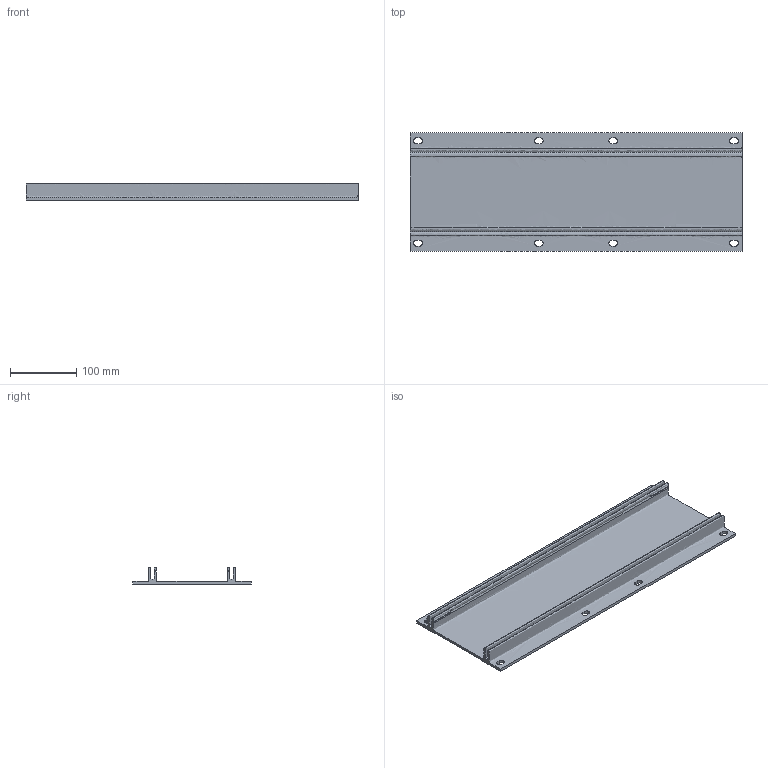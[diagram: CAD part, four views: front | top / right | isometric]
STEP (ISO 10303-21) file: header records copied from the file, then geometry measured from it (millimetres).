
FILE_DESCRIPTION(/* description */ (''),/* implementation_level */ '2;1');
FILE_NAME(/* name */ '6ES7194-4GA00-0AA0_3d.stp',/* time_stamp */ '2023-09-21T12:15:20+02:00',/* author */ (''),/* organization */ (''),/* preprocessor_version */ 'ST-DEVELOPER v18.102',/* originating_system */ 'SIEMENS PLM Software NX 2023',/* authorisation */ '');
FILE_SCHEMA (('AUTOMOTIVE_DESIGN { 1 0 10303 214 3 1 1 1 }'));
Length unit declared in the file: millimetre
Products named in the file (2): A5E30134644A_RS-AA_002_1-rack; A5E30134647A_RS-AA_002_1-CAx_6ES71944GA000AA0
Assembly tree (1 placements, depth 2):
  A5E30134647A_RS-AA_002_1-CAx_6ES71944GA000AA0
    A5E30134644A_RS-AA_002_1-rack
Bounding box: 500 x 178.5 x 25.2 mm (x, y, z)
Volume: 548731.9 mm3; surface area: 258517 mm2
Topology: 1 solids, 1 shells, 53 faces, 150 edges, 100 vertices
Faces by surface type: plane 30, cylinder 16, extrusion 7
Entity records: 2662 total; most frequent: CARTESIAN_POINT 917, ORIENTED_EDGE 300, DIRECTION 231, EDGE_CURVE 150, VERTEX_POINT 100, VECTOR 97, LINE 90, EDGE_LOOP 70
